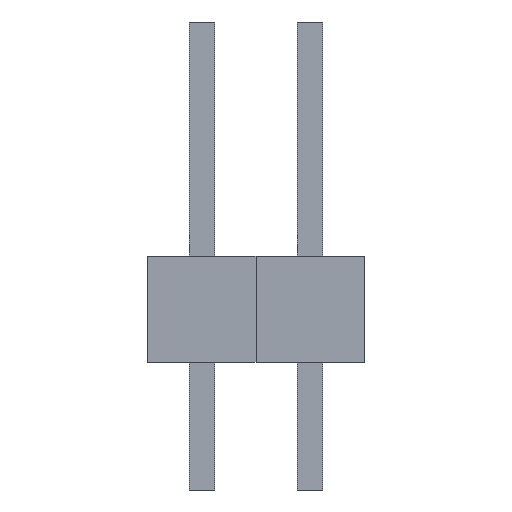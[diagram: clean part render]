
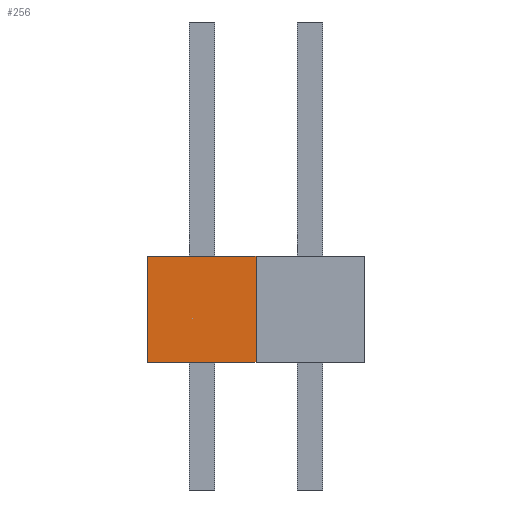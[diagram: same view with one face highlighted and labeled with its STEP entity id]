
A CAD part, front view. The second image highlights one B-rep face of the part: STEP entity #256.
In plain terms, the highlighted planar face has unit normal (0, -1, 0).
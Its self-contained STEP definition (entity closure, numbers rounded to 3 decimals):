
#13=DIRECTION('',(0.,0.,1.));
#14=DIRECTION('',(1.,0.,0.));
#207=EDGE_CURVE('',#208,#210,#212,.T.);
#208=VERTEX_POINT('',#209);
#209=CARTESIAN_POINT('',(-1.27,-1.271,0.));
#210=VERTEX_POINT('',#211);
#211=CARTESIAN_POINT('',(-1.27,-1.271,2.5));
#212=LINE('',#209,#213);
#213=VECTOR('',#13,1.);
#220=DIRECTION('',(0.,1.,0.));
#234=ORIENTED_EDGE('',*,*,#235,.F.);
#235=EDGE_CURVE('',#236,#238,#240,.T.);
#236=VERTEX_POINT('',#237);
#237=CARTESIAN_POINT('',(1.27,-1.271,0.));
#238=VERTEX_POINT('',#239);
#239=CARTESIAN_POINT('',(1.27,-1.271,2.5));
#240=LINE('',#237,#213);
#256=ADVANCED_FACE('',(#257),#267,.F.);
#257=FACE_BOUND('',#258,.F.);
#258=EDGE_LOOP('',(#259,#263,#264,#234));
#259=ORIENTED_EDGE('',*,*,#260,.F.);
#260=EDGE_CURVE('',#208,#236,#261,.T.);
#261=LINE('',#209,#262);
#262=VECTOR('',#14,1.);
#263=ORIENTED_EDGE('',*,*,#207,.T.);
#264=ORIENTED_EDGE('',*,*,#265,.T.);
#265=EDGE_CURVE('',#210,#238,#266,.T.);
#266=LINE('',#211,#262);
#267=PLANE('',#268);
#268=AXIS2_PLACEMENT_3D('',#209,#220,#13);
